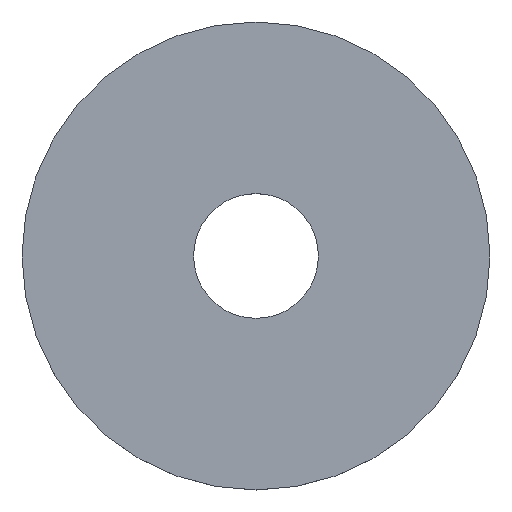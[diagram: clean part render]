
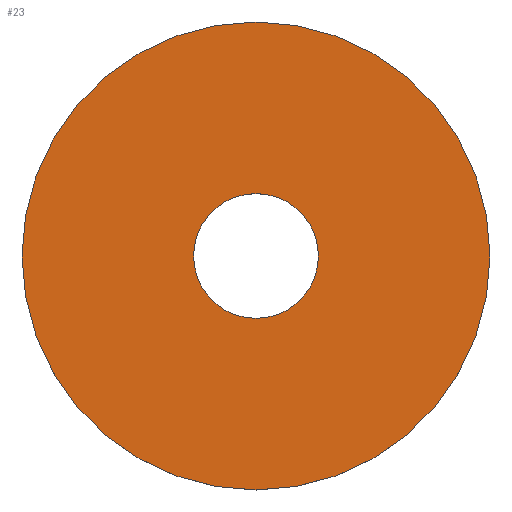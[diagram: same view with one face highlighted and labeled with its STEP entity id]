
A CAD part, top view. The second image highlights one B-rep face of the part: STEP entity #23.
In plain terms, the highlighted planar face has unit normal (0, 0, 1).
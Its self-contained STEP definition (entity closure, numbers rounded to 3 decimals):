
#10 = DIRECTION ( 'NONE',  ( 0., 0., -1. ) ) ;
#12 = ORIENTED_EDGE ( 'NONE', *, *, #127, .F. ) ;
#22 = DIRECTION ( 'NONE',  ( 0., -1., 0. ) ) ;
#23 = ADVANCED_FACE ( 'NONE', ( #166, #47 ), #60, .T. ) ;
#27 = VERTEX_POINT ( 'NONE', #113 ) ;
#32 = CIRCLE ( 'NONE', #63, 4. ) ;
#35 = CARTESIAN_POINT ( 'NONE',  ( 0., 0., 1.6 ) ) ;
#47 = FACE_OUTER_BOUND ( 'NONE', #86, .T. ) ;
#54 = CIRCLE ( 'NONE', #149, 15. ) ;
#57 = DIRECTION ( 'NONE',  ( 0., 1., 0. ) ) ;
#60 = PLANE ( 'NONE',  #135 ) ;
#63 = AXIS2_PLACEMENT_3D ( 'NONE', #35, #10, #57 ) ;
#84 = CARTESIAN_POINT ( 'NONE',  ( 0., 15., 1.6 ) ) ;
#86 = EDGE_LOOP ( 'NONE', ( #12 ) ) ;
#91 = EDGE_CURVE ( 'NONE', #27, #27, #32, .T. ) ;
#103 = VERTEX_POINT ( 'NONE', #84 ) ;
#110 = DIRECTION ( 'NONE',  ( 0., 0., -1. ) ) ;
#113 = CARTESIAN_POINT ( 'NONE',  ( 0., 4., 1.6 ) ) ;
#124 = EDGE_LOOP ( 'NONE', ( #142 ) ) ;
#127 = EDGE_CURVE ( 'NONE', #103, #103, #54, .T. ) ;
#135 = AXIS2_PLACEMENT_3D ( 'NONE', #165, #167, #22 ) ;
#142 = ORIENTED_EDGE ( 'NONE', *, *, #91, .T. ) ;
#148 = CARTESIAN_POINT ( 'NONE',  ( 0., 0., 1.6 ) ) ;
#149 = AXIS2_PLACEMENT_3D ( 'NONE', #148, #110, #164 ) ;
#164 = DIRECTION ( 'NONE',  ( 0., 1., 0. ) ) ;
#165 = CARTESIAN_POINT ( 'NONE',  ( 0., 4., 1.6 ) ) ;
#166 = FACE_BOUND ( 'NONE', #124, .T. ) ;
#167 = DIRECTION ( 'NONE',  ( 0., 0., 1. ) ) ;
